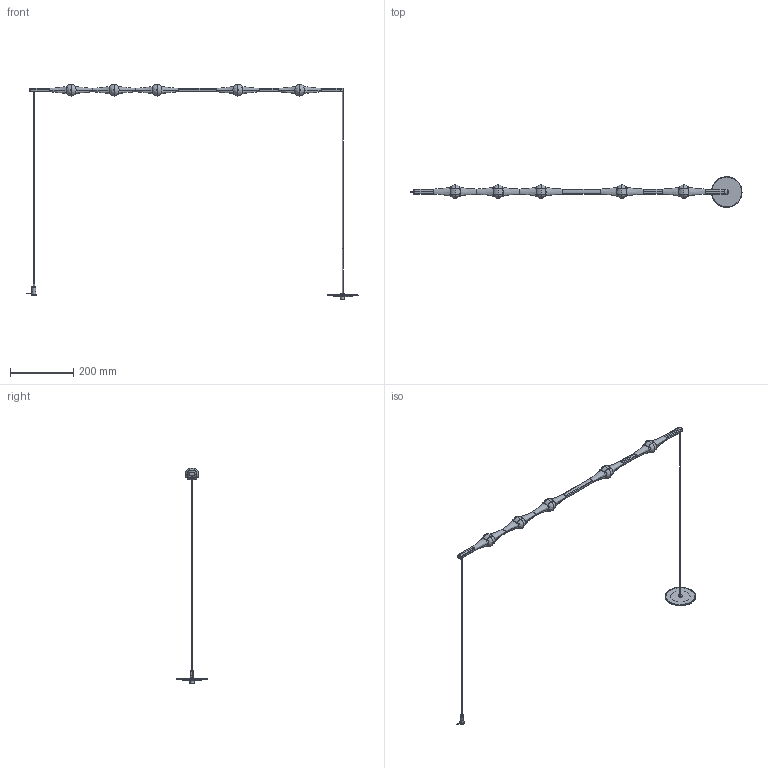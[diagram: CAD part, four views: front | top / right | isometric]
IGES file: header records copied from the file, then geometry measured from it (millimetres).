
Start section: SolidWorks IGES file using analytic representation for surfaces
Global section: file name: 00-8646_.IGS; native system: SolidWorks 2020; preprocessor: SolidWorks 2020; author: jordiburgueto; date: 230516.123719; units: millimetre
Bounding box: 1051.5 x 97 x 683.25 mm (x, y, z)
Surface area: 126888.4 mm2 (no closed solid volume)
Topology: 0 solids, 0 shells, 341 faces, 6437 edges, 6442 vertices
Faces by surface type: bspline 239, revolution 102
